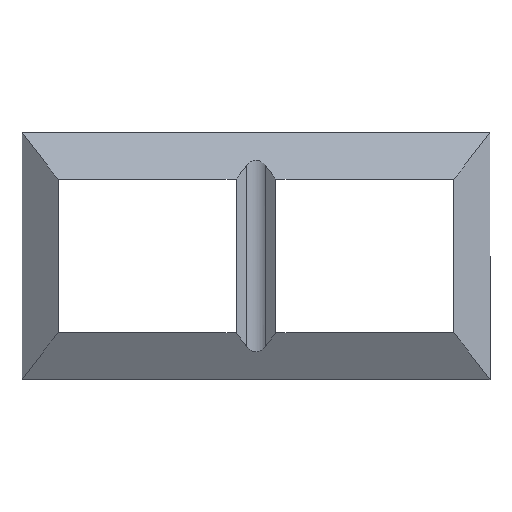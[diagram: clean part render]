
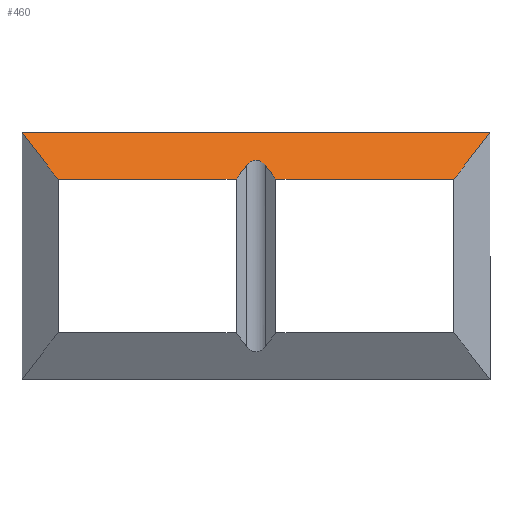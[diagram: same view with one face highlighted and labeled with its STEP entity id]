
A CAD part, top view. The second image highlights one B-rep face of the part: STEP entity #460.
In plain terms, the highlighted planar face has unit normal (0, 0.508, 0.861).
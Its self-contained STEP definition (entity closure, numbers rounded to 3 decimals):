
#53 = VERTEX_POINT ( 'NONE', #1089 ) ;
#67 = ORIENTED_EDGE ( 'NONE', *, *, #1299, .T. ) ;
#81 = CARTESIAN_POINT ( 'NONE',  ( -40.75, 40.25, 5. ) ) ;
#91 = VECTOR ( 'NONE', #755, 1000. ) ;
#98 = PLANE ( 'NONE',  #114 ) ;
#99 = CARTESIAN_POINT ( 'NONE',  ( 0., 12.586, 21.326 ) ) ;
#114 = AXIS2_PLACEMENT_3D ( 'NONE', #99, #128, #264 ) ;
#121 = LINE ( 'NONE', #773, #91 ) ;
#128 = DIRECTION ( 'NONE',  ( 0., 0.508, 0.861 ) ) ;
#150 = CARTESIAN_POINT ( 'NONE',  ( -29., 25., 14. ) ) ;
#159 = DIRECTION ( 'NONE',  ( 0.553, 0.718, -0.424 ) ) ;
#178 = EDGE_CURVE ( 'NONE', #679, #1327, #121, .T. ) ;
#182 = CARTESIAN_POINT ( 'NONE',  ( 111.75, 40.25, 5. ) ) ;
#201 = CARTESIAN_POINT ( 'NONE',  ( -29., 25., 14. ) ) ;
#211 = DIRECTION ( 'NONE',  ( -1., 0., 0. ) ) ;
#251 = VECTOR ( 'NONE', #159, 1000. ) ;
#262 = VECTOR ( 'NONE', #336, 1000. ) ;
#264 = DIRECTION ( 'NONE',  ( 0., -0.861, 0.508 ) ) ;
#270 = DIRECTION ( 'NONE',  ( -0.553, 0.718, -0.424 ) ) ;
#275 = CARTESIAN_POINT ( 'NONE',  ( 100., 25., 14. ) ) ;
#281 = CARTESIAN_POINT ( 'NONE',  ( 0., 40.25, 5. ) ) ;
#289 = LINE ( 'NONE', #372, #262 ) ;
#319 = ORIENTED_EDGE ( 'NONE', *, *, #353, .T. ) ;
#334 = CARTESIAN_POINT ( 'NONE',  ( 38.54, 29.49, 11.35 ) ) ;
#336 = DIRECTION ( 'NONE',  ( -0.553, 0.718, -0.424 ) ) ;
#345 = VERTEX_POINT ( 'NONE', #334 ) ;
#353 = EDGE_CURVE ( 'NONE', #998, #1273, #1324, .T. ) ;
#369 = DIRECTION ( 'NONE',  ( 1., 0., 0. ) ) ;
#371 = CARTESIAN_POINT ( 'NONE',  ( 42., 25., 14. ) ) ;
#372 = CARTESIAN_POINT ( 'NONE',  ( 42., 25., 14. ) ) ;
#406 = EDGE_CURVE ( 'NONE', #679, #694, #1223, .T. ) ;
#408 = ORIENTED_EDGE ( 'NONE', *, *, #1312, .T. ) ;
#436 = LINE ( 'NONE', #1124, #1199 ) ;
#460 = ADVANCED_FACE ( 'NONE', ( #1186 ), #98, .T. ) ;
#461 = CARTESIAN_POINT ( 'NONE',  ( 38.54, 29.49, 11.35 ) ) ;
#477 = CARTESIAN_POINT ( 'NONE',  ( 36.675, 31.911, 9.921 ) ) ;
#493 = ORIENTED_EDGE ( 'NONE', *, *, #406, .F. ) ;
#511 = ORIENTED_EDGE ( 'NONE', *, *, #927, .T. ) ;
#639 = CARTESIAN_POINT ( 'NONE',  ( 34.325, 31.911, 9.921 ) ) ;
#679 = VERTEX_POINT ( 'NONE', #150 ) ;
#694 = VERTEX_POINT ( 'NONE', #81 ) ;
#741 = LINE ( 'NONE', #281, #784 ) ;
#745 = CARTESIAN_POINT ( 'NONE',  ( 32.46, 29.49, 11.35 ) ) ;
#755 = DIRECTION ( 'NONE',  ( 1., 0., 0. ) ) ;
#771 = ORIENTED_EDGE ( 'NONE', *, *, #1126, .T. ) ;
#773 = CARTESIAN_POINT ( 'NONE',  ( -29., 25., 14. ) ) ;
#784 = VECTOR ( 'NONE', #211, 1000. ) ;
#788 =( BOUNDED_CURVE ( )  B_SPLINE_CURVE ( 3, ( #745, #639, #477, #461 ),
 .UNSPECIFIED., .F., .T. ) 
 B_SPLINE_CURVE_WITH_KNOTS ( ( 4, 4 ),
 ( 5.63, 6.937 ),
 .UNSPECIFIED. ) 
 CURVE ( )  GEOMETRIC_REPRESENTATION_ITEM ( )  RATIONAL_B_SPLINE_CURVE ( ( 1., 0.863, 0.863, 1. ) ) 
 REPRESENTATION_ITEM ( '' )  );
#826 = CARTESIAN_POINT ( 'NONE',  ( 32.46, 29.49, 11.35 ) ) ;
#927 = EDGE_CURVE ( 'NONE', #53, #694, #741, .T. ) ;
#942 = CARTESIAN_POINT ( 'NONE',  ( 29., 25., 14. ) ) ;
#949 = CARTESIAN_POINT ( 'NONE',  ( 40.75, 40.25, 5. ) ) ;
#953 = VERTEX_POINT ( 'NONE', #182 ) ;
#957 = CARTESIAN_POINT ( 'NONE',  ( 64.417, 40.25, 5. ) ) ;
#978 = ORIENTED_EDGE ( 'NONE', *, *, #178, .T. ) ;
#984 = LINE ( 'NONE', #1300, #251 ) ;
#989 = CARTESIAN_POINT ( 'NONE',  ( 111.75, 40.25, 5. ) ) ;
#998 = VERTEX_POINT ( 'NONE', #1321 ) ;
#1015 = CARTESIAN_POINT ( 'NONE',  ( 88.083, 40.25, 5. ) ) ;
#1067 = DIRECTION ( 'NONE',  ( 0.553, 0.718, -0.424 ) ) ;
#1089 = CARTESIAN_POINT ( 'NONE',  ( 40.75, 40.25, 5. ) ) ;
#1124 = CARTESIAN_POINT ( 'NONE',  ( 29., 25., 14. ) ) ;
#1126 = EDGE_CURVE ( 'NONE', #953, #53, #1162, .T. ) ;
#1139 = ORIENTED_EDGE ( 'NONE', *, *, #1248, .F. ) ;
#1162 = B_SPLINE_CURVE_WITH_KNOTS ( 'NONE', 3,
 ( #989, #1015, #957, #949 ),
 .UNSPECIFIED., .F., .F.,
 ( 4, 4 ),
 ( 0., 0.871 ),
 .UNSPECIFIED. ) ;
#1186 = FACE_OUTER_BOUND ( 'NONE', #1240, .T. ) ;
#1187 = VECTOR ( 'NONE', #270, 1000. ) ;
#1190 = VERTEX_POINT ( 'NONE', #826 ) ;
#1199 = VECTOR ( 'NONE', #1067, 1000. ) ;
#1223 = LINE ( 'NONE', #201, #1187 ) ;
#1240 = EDGE_LOOP ( 'NONE', ( #1258, #67, #1139, #319, #408, #771, #511, #493, #978 ) ) ;
#1248 = EDGE_CURVE ( 'NONE', #998, #345, #289, .T. ) ;
#1256 = VECTOR ( 'NONE', #369, 1000. ) ;
#1258 = ORIENTED_EDGE ( 'NONE', *, *, #1319, .T. ) ;
#1273 = VERTEX_POINT ( 'NONE', #275 ) ;
#1299 = EDGE_CURVE ( 'NONE', #1190, #345, #788, .T. ) ;
#1300 = CARTESIAN_POINT ( 'NONE',  ( 100., 25., 14. ) ) ;
#1312 = EDGE_CURVE ( 'NONE', #1273, #953, #984, .T. ) ;
#1319 = EDGE_CURVE ( 'NONE', #1327, #1190, #436, .T. ) ;
#1321 = CARTESIAN_POINT ( 'NONE',  ( 42., 25., 14. ) ) ;
#1324 = LINE ( 'NONE', #371, #1256 ) ;
#1327 = VERTEX_POINT ( 'NONE', #942 ) ;
